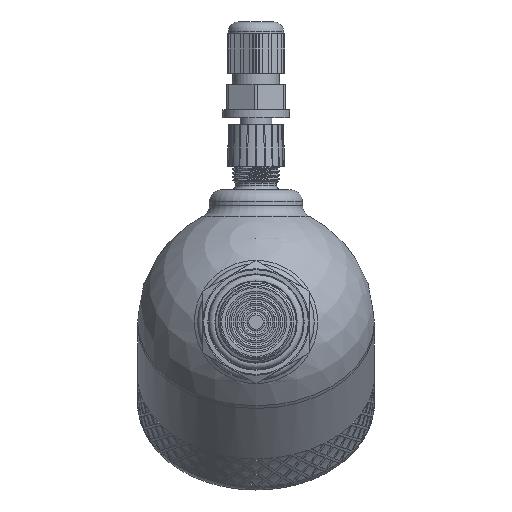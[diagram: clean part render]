
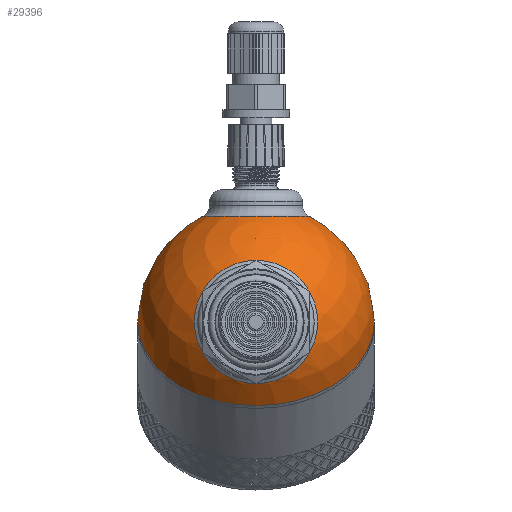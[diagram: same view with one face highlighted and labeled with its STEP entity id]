
A CAD part, left-side view. The second image highlights one B-rep face of the part: STEP entity #29396.
In plain terms, the highlighted spherical face has radius 30 mm.
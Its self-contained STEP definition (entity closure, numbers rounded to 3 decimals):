
#43=SPHERICAL_SURFACE('',#30630,30.);
#450=FACE_BOUND('',#10171,.T.);
#451=FACE_BOUND('',#10172,.T.);
#8161=FACE_OUTER_BOUND('',#10170,.T.);
#10170=EDGE_LOOP('',(#25795,#25796,#25797,#25798));
#10171=EDGE_LOOP('',(#25799));
#10172=EDGE_LOOP('',(#25800));
#10865=CIRCLE('',#30627,15.643);
#10868=CIRCLE('',#30631,30.);
#10869=CIRCLE('',#30632,30.);
#10870=CIRCLE('',#30633,30.);
#10871=CIRCLE('',#30634,13.5);
#13560=VERTEX_POINT('',#65363);
#13562=VERTEX_POINT('',#65369);
#13563=VERTEX_POINT('',#65370);
#13564=VERTEX_POINT('',#65372);
#13565=VERTEX_POINT('',#65375);
#17728=EDGE_CURVE('',#13560,#13560,#10865,.T.);
#17731=EDGE_CURVE('',#13562,#13563,#10868,.T.);
#17732=EDGE_CURVE('',#13562,#13564,#10869,.T.);
#17733=EDGE_CURVE('',#13563,#13562,#10870,.T.);
#17734=EDGE_CURVE('',#13565,#13565,#10871,.T.);
#25795=ORIENTED_EDGE('',*,*,#17731,.F.);
#25796=ORIENTED_EDGE('',*,*,#17732,.T.);
#25797=ORIENTED_EDGE('',*,*,#17732,.F.);
#25798=ORIENTED_EDGE('',*,*,#17733,.F.);
#25799=ORIENTED_EDGE('',*,*,#17728,.F.);
#25800=ORIENTED_EDGE('',*,*,#17734,.F.);
#29396=ADVANCED_FACE('',(#8161,#450,#451),#43,.T.);
#30627=AXIS2_PLACEMENT_3D('',#65364,#33549,#33550);
#30630=AXIS2_PLACEMENT_3D('',#65368,#33555,#33556);
#30631=AXIS2_PLACEMENT_3D('',#65371,#33557,#33558);
#30632=AXIS2_PLACEMENT_3D('',#65373,#33559,#33560);
#30633=AXIS2_PLACEMENT_3D('',#65374,#33561,#33562);
#30634=AXIS2_PLACEMENT_3D('',#65376,#33563,#33564);
#33549=DIRECTION('center_axis',(-0.707,0.,0.707));
#33550=DIRECTION('ref_axis',(0.707,0.,0.707));
#33555=DIRECTION('center_axis',(1.,0.,0.));
#33556=DIRECTION('ref_axis',(0.,-1.,0.));
#33557=DIRECTION('center_axis',(1.,0.,0.));
#33558=DIRECTION('ref_axis',(0.,1.,0.));
#33559=DIRECTION('center_axis',(0.,0.,1.));
#33560=DIRECTION('ref_axis',(0.,1.,0.));
#33561=DIRECTION('center_axis',(1.,0.,0.));
#33562=DIRECTION('ref_axis',(0.,1.,0.));
#33563=DIRECTION('center_axis',(-0.707,0.,-0.707));
#33564=DIRECTION('ref_axis',(-0.707,0.,0.707));
#65363=CARTESIAN_POINT('',(-29.162,0.,7.04));
#65364=CARTESIAN_POINT('Origin',(-18.101,0.,18.101));
#65368=CARTESIAN_POINT('Origin',(0.,0.,0.));
#65369=CARTESIAN_POINT('',(0.,30.,0.));
#65370=CARTESIAN_POINT('',(0.,-30.,0.));
#65371=CARTESIAN_POINT('Origin',(0.,0.,0.));
#65372=CARTESIAN_POINT('',(-30.,0.,0.));
#65373=CARTESIAN_POINT('Origin',(0.,0.,0.));
#65374=CARTESIAN_POINT('Origin',(0.,0.,0.));
#65375=CARTESIAN_POINT('',(-9.398,0.,-28.49));
#65376=CARTESIAN_POINT('Origin',(-18.944,0.,-18.944));
